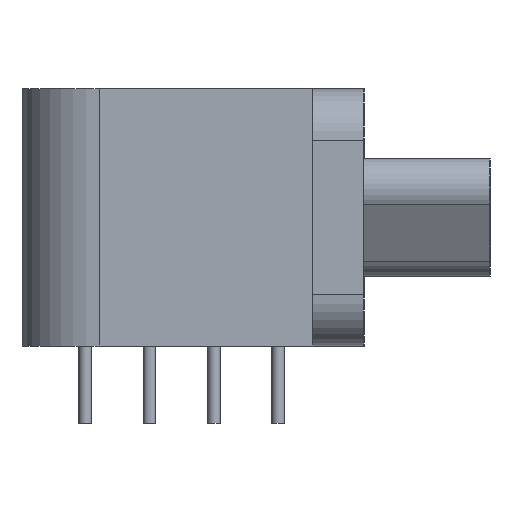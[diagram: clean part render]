
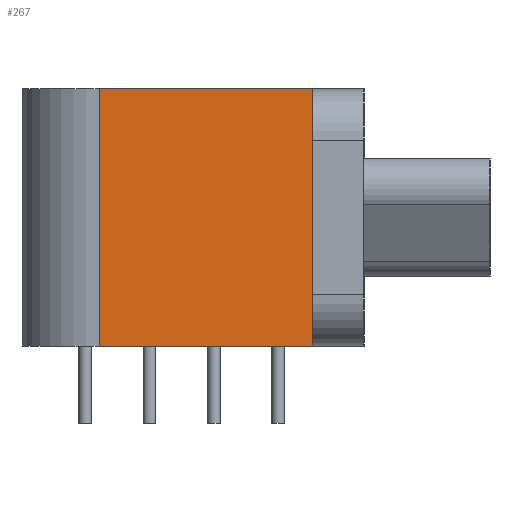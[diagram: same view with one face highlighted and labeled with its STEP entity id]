
A CAD part, left-side view. The second image highlights one B-rep face of the part: STEP entity #267.
In plain terms, the highlighted planar face has unit normal (-1, 0, 0).
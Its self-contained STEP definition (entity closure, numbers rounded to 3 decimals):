
#97 = VERTEX_POINT('',#98);
#98 = CARTESIAN_POINT('',(-32.,8.3,0.));
#105 = EDGE_CURVE('',#106,#97,#108,.T.);
#106 = VERTEX_POINT('',#107);
#107 = CARTESIAN_POINT('',(-32.,0.,0.));
#108 = LINE('',#109,#110);
#109 = CARTESIAN_POINT('',(-32.,0.,0.));
#110 = VECTOR('',#111,1.);
#111 = DIRECTION('',(0.,1.,0.));
#167 = EDGE_CURVE('',#97,#168,#170,.T.);
#168 = VERTEX_POINT('',#169);
#169 = CARTESIAN_POINT('',(-32.,8.3,10.));
#170 = LINE('',#171,#172);
#171 = CARTESIAN_POINT('',(-32.,8.3,0.));
#172 = VECTOR('',#173,1.);
#173 = DIRECTION('',(0.,0.,1.));
#218 = EDGE_CURVE('',#219,#168,#221,.T.);
#219 = VERTEX_POINT('',#220);
#220 = CARTESIAN_POINT('',(-32.,0.,10.));
#221 = LINE('',#222,#223);
#222 = CARTESIAN_POINT('',(-32.,0.,10.));
#223 = VECTOR('',#224,1.);
#224 = DIRECTION('',(0.,1.,0.));
#267 = ADVANCED_FACE('',(#268),#279,.T.);
#268 = FACE_BOUND('',#269,.T.);
#269 = EDGE_LOOP('',(#270,#271,#277,#278));
#270 = ORIENTED_EDGE('',*,*,#105,.F.);
#271 = ORIENTED_EDGE('',*,*,#272,.T.);
#272 = EDGE_CURVE('',#106,#219,#273,.T.);
#273 = LINE('',#274,#275);
#274 = CARTESIAN_POINT('',(-32.,0.,0.));
#275 = VECTOR('',#276,1.);
#276 = DIRECTION('',(0.,0.,1.));
#277 = ORIENTED_EDGE('',*,*,#218,.T.);
#278 = ORIENTED_EDGE('',*,*,#167,.F.);
#279 = PLANE('',#280);
#280 = AXIS2_PLACEMENT_3D('',#281,#282,#283);
#281 = CARTESIAN_POINT('',(-32.,0.,0.));
#282 = DIRECTION('',(-1.,0.,0.));
#283 = DIRECTION('',(0.,1.,0.));
